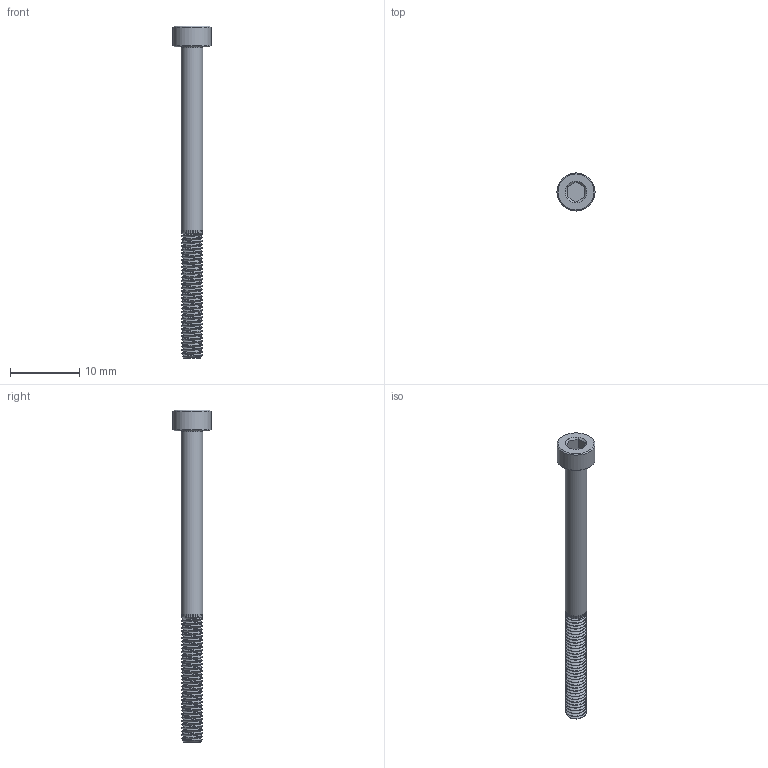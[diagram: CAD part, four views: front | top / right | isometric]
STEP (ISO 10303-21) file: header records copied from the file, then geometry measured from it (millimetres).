
FILE_DESCRIPTION(/* description */ (''),/* implementation_level */ '2;1');
FILE_NAME(/* name */ '91290A079Alloy Steel Socket Head Screw.stp',/* time_stamp */ '2024-05-05T11:34:15+02:00',/* author */ (''),/* organization */ (''),/* preprocessor_version */ 'ST-DEVELOPER v20',/* originating_system */ 'Autodesk Translation Framework v12.20.1.177',/* authorisation */ '');
FILE_SCHEMA (('AUTOMOTIVE_DESIGN { 1 0 10303 214 3 1 1 }'));
Length unit declared in the file: millimetre
Products named in the file (1): 91290A079_Alloy Steel Socket Head Screw
Bounding box: 5.5 x 5.5 x 48 mm (x, y, z)
Volume: 366.4 mm3; surface area: 636.9 mm2
Topology: 1 solids, 1 shells, 97 faces, 273 edges, 180 vertices
Faces by surface type: cylinder 75, plane 10, cone 7, torus 3, bspline 2
Full cylindrical faces by diameter (mm): 2.35 x35, 3 x35, 3.108 x1, 5.5 x1
Entity records: 7945 total; most frequent: CARTESIAN_POINT 5782, ORIENTED_EDGE 546, DIRECTION 332, EDGE_CURVE 273, VERTEX_POINT 180, AXIS2_PLACEMENT_3D 120, EDGE_LOOP 99, FACE_OUTER_BOUND 97
